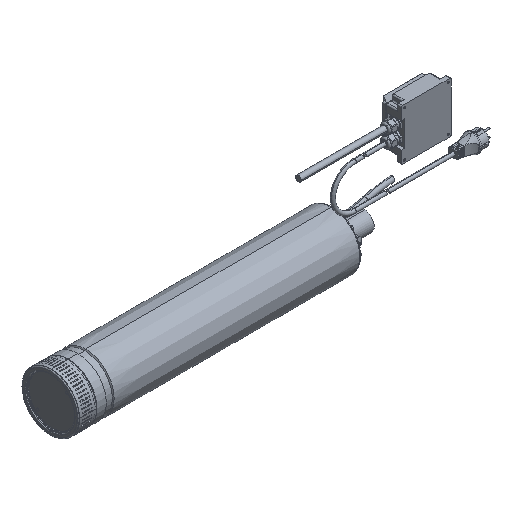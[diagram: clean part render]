
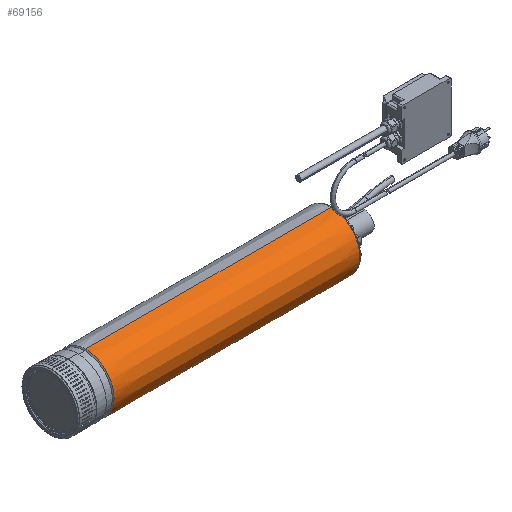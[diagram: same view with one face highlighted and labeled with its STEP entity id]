
A CAD part, isometric view. The second image highlights one B-rep face of the part: STEP entity #69156.
In plain terms, the highlighted conical face has half-angle 0 degrees and reference radius 66.499 mm.
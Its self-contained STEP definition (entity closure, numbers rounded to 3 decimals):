
#2086 = VECTOR ( 'NONE', #26517, 1000. ) ;
#8878 = CARTESIAN_POINT ( 'NONE',  ( -157.377, 0., 0. ) ) ;
#9311 = CARTESIAN_POINT ( 'NONE',  ( 414.533, 0., 0. ) ) ;
#9403 = CARTESIAN_POINT ( 'NONE',  ( -157.377, 0., -66.5 ) ) ;
#11988 = EDGE_CURVE ( 'NONE', #27169, #27295, #77174, .T. ) ;
#19573 = DIRECTION ( 'NONE',  ( -1., 0., 0. ) ) ;
#21251 = ORIENTED_EDGE ( 'NONE', *, *, #60708, .T. ) ;
#21530 = ORIENTED_EDGE ( 'NONE', *, *, #73108, .F. ) ;
#21595 = AXIS2_PLACEMENT_3D ( 'NONE', #8878, #75906, #22189 ) ;
#22189 = DIRECTION ( 'NONE',  ( 0., 0., 1. ) ) ;
#23448 = CARTESIAN_POINT ( 'NONE',  ( 414.533, 0., 66.499 ) ) ;
#23703 = AXIS2_PLACEMENT_3D ( 'NONE', #72088, #19573, #36030 ) ;
#24696 = CIRCLE ( 'NONE', #67289, 66.499 ) ;
#26517 = DIRECTION ( 'NONE',  ( -1., 0., 0. ) ) ;
#27169 = VERTEX_POINT ( 'NONE', #35455 ) ;
#27295 = VERTEX_POINT ( 'NONE', #43283 ) ;
#35455 = CARTESIAN_POINT ( 'NONE',  ( 414.533, 0., 66.499 ) ) ;
#36030 = DIRECTION ( 'NONE',  ( 0., 0., 1. ) ) ;
#37483 = CARTESIAN_POINT ( 'NONE',  ( 414.533, 0., -66.499 ) ) ;
#40113 = CARTESIAN_POINT ( 'NONE',  ( 414.533, 0., -66.499 ) ) ;
#41884 = ORIENTED_EDGE ( 'NONE', *, *, #59785, .F. ) ;
#42297 = FACE_OUTER_BOUND ( 'NONE', #58271, .T. ) ;
#43283 = CARTESIAN_POINT ( 'NONE',  ( -157.377, 0., 66.5 ) ) ;
#51282 = DIRECTION ( 'NONE',  ( -1., 0., 0. ) ) ;
#54783 = LINE ( 'NONE', #40113, #2086 ) ;
#57162 = DIRECTION ( 'NONE',  ( 0., 0., 1. ) ) ;
#57545 = CONICAL_SURFACE ( 'NONE', #23703, 66.499, 0. ) ;
#58089 = VERTEX_POINT ( 'NONE', #37483 ) ;
#58271 = EDGE_LOOP ( 'NONE', ( #41884, #21251, #71332, #21530 ) ) ;
#58781 = DIRECTION ( 'NONE',  ( -1., 0., 0. ) ) ;
#58868 = VERTEX_POINT ( 'NONE', #9403 ) ;
#59785 = EDGE_CURVE ( 'NONE', #58089, #58868, #54783, .T. ) ;
#60708 = EDGE_CURVE ( 'NONE', #58089, #27169, #24696, .T. ) ;
#64452 = VECTOR ( 'NONE', #58781, 1000. ) ;
#65456 = CIRCLE ( 'NONE', #21595, 66.5 ) ;
#67289 = AXIS2_PLACEMENT_3D ( 'NONE', #9311, #51282, #57162 ) ;
#69156 = ADVANCED_FACE ( 'NONE', ( #42297 ), #57545, .T. ) ;
#71332 = ORIENTED_EDGE ( 'NONE', *, *, #11988, .T. ) ;
#72088 = CARTESIAN_POINT ( 'NONE',  ( 414.533, 0., 0. ) ) ;
#73108 = EDGE_CURVE ( 'NONE', #58868, #27295, #65456, .T. ) ;
#75906 = DIRECTION ( 'NONE',  ( -1., 0., 0. ) ) ;
#77174 = LINE ( 'NONE', #23448, #64452 ) ;
